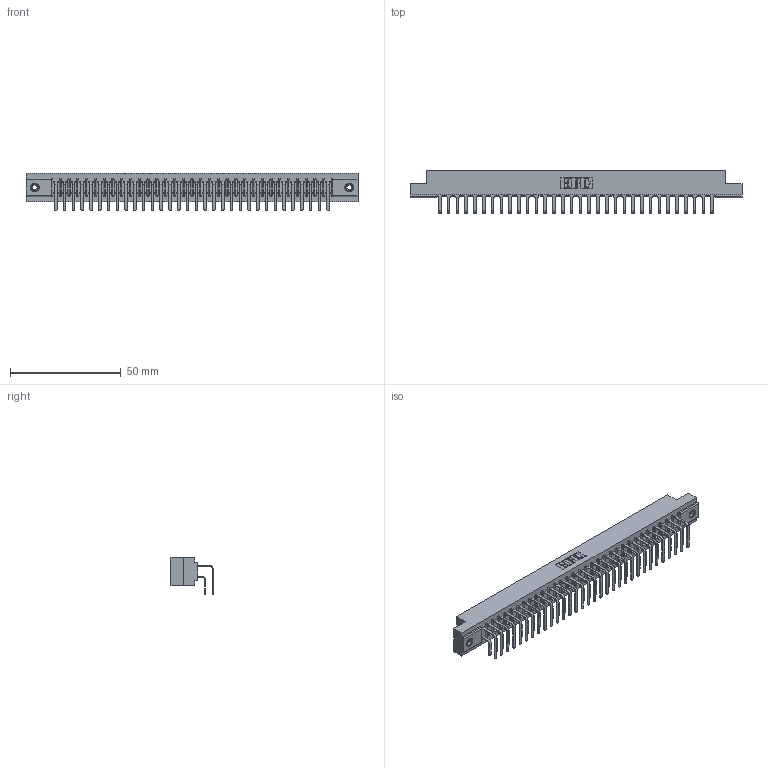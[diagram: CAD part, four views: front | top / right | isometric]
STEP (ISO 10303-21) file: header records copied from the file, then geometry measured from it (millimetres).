
FILE_DESCRIPTION (( 'STEP AP203' ), '1' );
FILE_NAME ('357-064-558-208.STEP', '2018-08-12T16:42:11', ( '' ), ( '' ), 'SwSTEP 2.0', 'SolidWorks 2016', '' );
FILE_SCHEMA (( 'CONFIG_CONTROL_DESIGN' ));
Length unit declared in the file: inch
Products named in the file (5): 345-250-001_345-250-003-102; 357-064-558-208; 307 Part_.156 Dia Mounting Holes; 307-290-001_558 559 - 1 (Single); 307-290-001_558 - 2 (Single)
Assembly tree (67 placements, depth 2):
  357-064-558-208
    307 Part_.156 Dia Mounting Holes
    307-290-001_558 559 - 1 (Single)  x32
    307-290-001_558 - 2 (Single)  x32
    345-250-001_345-250-003-102  x2
Bounding box: 149.81 x 18.96 x 16.8 mm (x, y, z)
Volume: 16136.8 mm3; surface area: 21215.9 mm2
Topology: 67 solids, 67 shells, 3411 faces, 9547 edges, 6182 vertices
Faces by surface type: plane 2214, cylinder 1115, sphere 66, cone 12, torus 4
Entity records: 32322 total; most frequent: CARTESIAN_POINT 5277, ORIENTED_EDGE 5222, DIRECTION 5181, EDGE_CURVE 2611, VECTOR 1997, LINE 1997, VERTEX_POINT 1688, AXIS2_PLACEMENT_3D 1592
